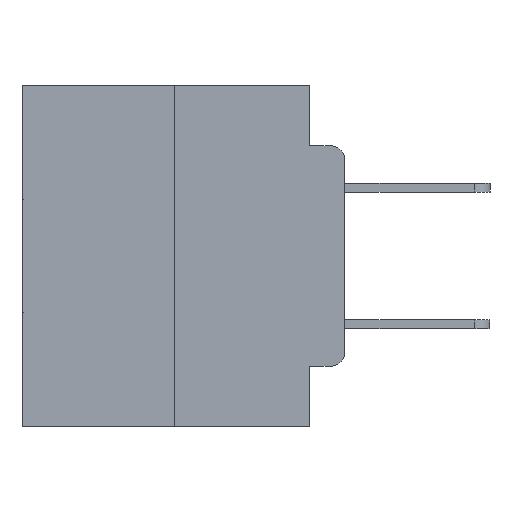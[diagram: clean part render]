
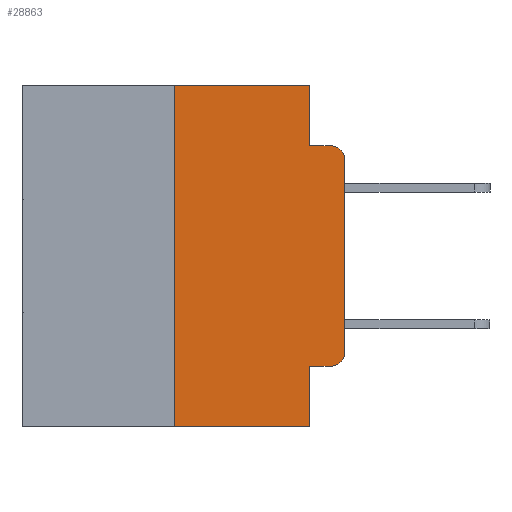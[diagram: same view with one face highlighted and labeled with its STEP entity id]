
A CAD part, left-side view. The second image highlights one B-rep face of the part: STEP entity #28863.
In plain terms, the highlighted planar face has unit normal (-1, 0, 0).
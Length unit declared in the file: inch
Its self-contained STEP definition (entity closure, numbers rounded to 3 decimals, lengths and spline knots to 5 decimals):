
#127 = AXIS2_PLACEMENT_3D ( 'NONE', #15569, #2139, #17838 ) ;
#139 = LINE ( 'NONE', #26757, #22664 ) ;
#785 = CARTESIAN_POINT ( 'NONE',  ( 0., 0., -0.3915 ) ) ;
#1979 = VECTOR ( 'NONE', #17480, 39.37008 ) ;
#2139 = DIRECTION ( 'NONE',  ( -1., 0., 0. ) ) ;
#2273 = ORIENTED_EDGE ( 'NONE', *, *, #11602, .F. ) ;
#2689 = LINE ( 'NONE', #19652, #1979 ) ;
#3206 = VERTEX_POINT ( 'NONE', #12590 ) ;
#3795 = VECTOR ( 'NONE', #27047, 39.37008 ) ;
#4026 = CARTESIAN_POINT ( 'NONE',  ( 0., 0.25, 0. ) ) ;
#4198 = PLANE ( 'NONE',  #10252 ) ;
#4559 = ORIENTED_EDGE ( 'NONE', *, *, #12633, .T. ) ;
#5284 = CARTESIAN_POINT ( 'NONE',  ( 0., 0.02, -0.1085 ) ) ;
#5524 = CARTESIAN_POINT ( 'NONE',  ( 0., 0.051, -0.4115 ) ) ;
#5569 = EDGE_CURVE ( 'NONE', #13359, #18925, #28063, .T. ) ;
#5997 = CARTESIAN_POINT ( 'NONE',  ( 0., 0.051, -0.5 ) ) ;
#6086 = VERTEX_POINT ( 'NONE', #19790 ) ;
#6424 = DIRECTION ( 'NONE',  ( 1., 0., 0. ) ) ;
#6476 = DIRECTION ( 'NONE',  ( 0., -1., 0. ) ) ;
#6560 = VERTEX_POINT ( 'NONE', #24998 ) ;
#6727 = VECTOR ( 'NONE', #17967, 39.37008 ) ;
#7079 = EDGE_CURVE ( 'NONE', #22885, #13359, #14115, .T. ) ;
#7296 = ORIENTED_EDGE ( 'NONE', *, *, #12470, .F. ) ;
#7335 = LINE ( 'NONE', #9102, #22457 ) ;
#7514 = DIRECTION ( 'NONE',  ( 0., 0., -1. ) ) ;
#7984 = VECTOR ( 'NONE', #6476, 39.37008 ) ;
#8154 = LINE ( 'NONE', #21674, #19437 ) ;
#8200 = VERTEX_POINT ( 'NONE', #5997 ) ;
#9029 = LINE ( 'NONE', #4026, #26124 ) ;
#9102 = CARTESIAN_POINT ( 'NONE',  ( 0., 0.051, 0. ) ) ;
#10045 = ORIENTED_EDGE ( 'NONE', *, *, #7079, .T. ) ;
#10061 = ORIENTED_EDGE ( 'NONE', *, *, #23637, .T. ) ;
#10142 = ORIENTED_EDGE ( 'NONE', *, *, #13100, .F. ) ;
#10252 = AXIS2_PLACEMENT_3D ( 'NONE', #13000, #6424, #22152 ) ;
#10442 = LINE ( 'NONE', #24892, #3795 ) ;
#11350 = DIRECTION ( 'NONE',  ( 0., 0., -1. ) ) ;
#11602 = EDGE_CURVE ( 'NONE', #22885, #8200, #7335, .T. ) ;
#11720 = CARTESIAN_POINT ( 'NONE',  ( 0., 0.02, -0.0885 ) ) ;
#12470 = EDGE_CURVE ( 'NONE', #14611, #3206, #25165, .T. ) ;
#12590 = CARTESIAN_POINT ( 'NONE',  ( 0., 0.051, 0. ) ) ;
#12633 = EDGE_CURVE ( 'NONE', #18360, #8200, #10442, .T. ) ;
#13000 = CARTESIAN_POINT ( 'NONE',  ( 0., 0.473, 0. ) ) ;
#13100 = EDGE_CURVE ( 'NONE', #18360, #14611, #9029, .T. ) ;
#13359 = VERTEX_POINT ( 'NONE', #13988 ) ;
#13988 = CARTESIAN_POINT ( 'NONE',  ( 0., 0.02, -0.4115 ) ) ;
#14115 = LINE ( 'NONE', #26750, #6727 ) ;
#14611 = VERTEX_POINT ( 'NONE', #18561 ) ;
#15569 = CARTESIAN_POINT ( 'NONE',  ( 0., 0.02, -0.3915 ) ) ;
#16073 = ORIENTED_EDGE ( 'NONE', *, *, #17632, .F. ) ;
#16119 = EDGE_CURVE ( 'NONE', #3206, #6086, #8154, .T. ) ;
#16404 = CIRCLE ( 'NONE', #20149, 0.02 ) ;
#16526 = CARTESIAN_POINT ( 'NONE',  ( 0., 0.25, -0.5 ) ) ;
#17293 = EDGE_LOOP ( 'NONE', ( #10061, #26488, #16073, #22418, #7296, #10142, #4559, #2273, #10045, #28468 ) ) ;
#17452 = DIRECTION ( 'NONE',  ( 0., 0., 1. ) ) ;
#17480 = DIRECTION ( 'NONE',  ( 0., 0., 1. ) ) ;
#17632 = EDGE_CURVE ( 'NONE', #6086, #22731, #139, .T. ) ;
#17838 = DIRECTION ( 'NONE',  ( 0., 0., -1. ) ) ;
#17967 = DIRECTION ( 'NONE',  ( 0., -1., 0. ) ) ;
#18186 = FACE_OUTER_BOUND ( 'NONE', #17293, .T. ) ;
#18360 = VERTEX_POINT ( 'NONE', #16526 ) ;
#18561 = CARTESIAN_POINT ( 'NONE',  ( 0., 0.25, 0. ) ) ;
#18925 = VERTEX_POINT ( 'NONE', #785 ) ;
#19437 = VECTOR ( 'NONE', #23899, 39.37008 ) ;
#19652 = CARTESIAN_POINT ( 'NONE',  ( 0., 0., 0. ) ) ;
#19790 = CARTESIAN_POINT ( 'NONE',  ( 0., 0.051, -0.0885 ) ) ;
#19959 = CARTESIAN_POINT ( 'NONE',  ( 0., 0.473, 0. ) ) ;
#20149 = AXIS2_PLACEMENT_3D ( 'NONE', #5284, #20995, #7514 ) ;
#20995 = DIRECTION ( 'NONE',  ( -1., 0., 0. ) ) ;
#21674 = CARTESIAN_POINT ( 'NONE',  ( 0., 0.051, 0. ) ) ;
#22152 = DIRECTION ( 'NONE',  ( 0., 0., -1. ) ) ;
#22153 = EDGE_CURVE ( 'NONE', #6560, #22731, #16404, .T. ) ;
#22418 = ORIENTED_EDGE ( 'NONE', *, *, #16119, .F. ) ;
#22457 = VECTOR ( 'NONE', #11350, 39.37008 ) ;
#22664 = VECTOR ( 'NONE', #28907, 39.37008 ) ;
#22731 = VERTEX_POINT ( 'NONE', #11720 ) ;
#22885 = VERTEX_POINT ( 'NONE', #5524 ) ;
#23637 = EDGE_CURVE ( 'NONE', #18925, #6560, #2689, .T. ) ;
#23899 = DIRECTION ( 'NONE',  ( 0., 0., -1. ) ) ;
#24892 = CARTESIAN_POINT ( 'NONE',  ( 0., 0.473, -0.5 ) ) ;
#24998 = CARTESIAN_POINT ( 'NONE',  ( 0., 0., -0.1085 ) ) ;
#25165 = LINE ( 'NONE', #19959, #7984 ) ;
#26124 = VECTOR ( 'NONE', #17452, 39.37008 ) ;
#26488 = ORIENTED_EDGE ( 'NONE', *, *, #22153, .T. ) ;
#26750 = CARTESIAN_POINT ( 'NONE',  ( 0., 0.051, -0.4115 ) ) ;
#26757 = CARTESIAN_POINT ( 'NONE',  ( 0., 0.051, -0.0885 ) ) ;
#27047 = DIRECTION ( 'NONE',  ( 0., -1., 0. ) ) ;
#28063 = CIRCLE ( 'NONE', #127, 0.02 ) ;
#28468 = ORIENTED_EDGE ( 'NONE', *, *, #5569, .T. ) ;
#28863 = ADVANCED_FACE ( 'NONE', ( #18186 ), #4198, .F. ) ;
#28907 = DIRECTION ( 'NONE',  ( 0., -1., 0. ) ) ;
